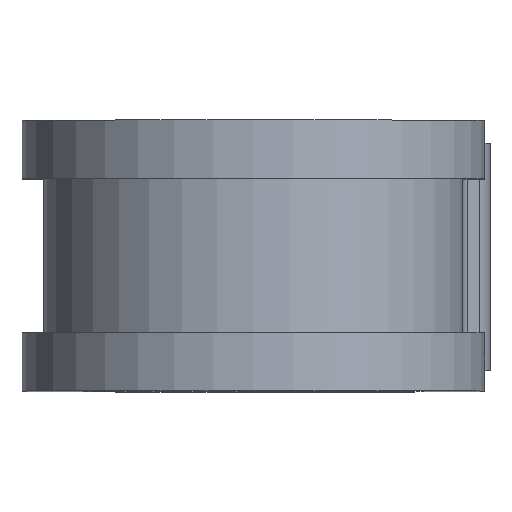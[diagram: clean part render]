
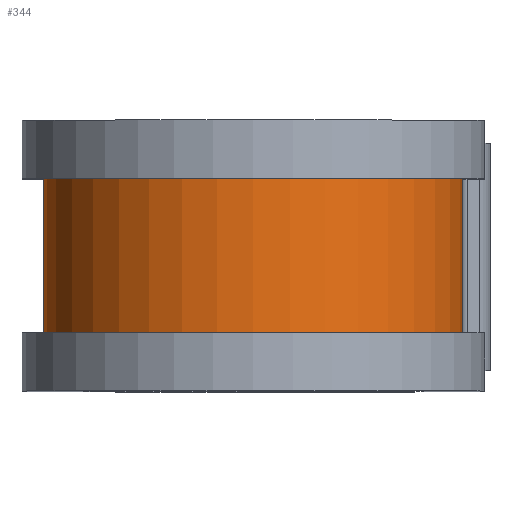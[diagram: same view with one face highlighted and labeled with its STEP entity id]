
A CAD part, top view. The second image highlights one B-rep face of the part: STEP entity #344.
In plain terms, the highlighted cylindrical face has radius 14.643 mm (diameter 29.286 mm), a partial arc.
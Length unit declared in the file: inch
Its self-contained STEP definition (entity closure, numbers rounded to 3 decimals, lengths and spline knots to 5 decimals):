
#34 = LINE ( 'NONE', #808, #1272 ) ;
#166 = VERTEX_POINT ( 'NONE', #1465 ) ;
#293 = CARTESIAN_POINT ( 'NONE',  ( -0.5765, 0.2125, 0.937 ) ) ;
#344 = ADVANCED_FACE ( 'NONE', ( #1212 ), #698, .T. ) ;
#373 = DIRECTION ( 'NONE',  ( 0., -1., 0. ) ) ;
#468 = DIRECTION ( 'NONE',  ( 0., 0., -1. ) ) ;
#523 = AXIS2_PLACEMENT_3D ( 'NONE', #1305, #845, #468 ) ;
#578 = EDGE_LOOP ( 'NONE', ( #878, #1649, #619, #1230 ) ) ;
#589 = AXIS2_PLACEMENT_3D ( 'NONE', #1570, #677, #1714 ) ;
#619 = ORIENTED_EDGE ( 'NONE', *, *, #775, .T. ) ;
#677 = DIRECTION ( 'NONE',  ( 0., -1., 0. ) ) ;
#678 = EDGE_CURVE ( 'NONE', #1295, #919, #1004, .T. ) ;
#692 = CARTESIAN_POINT ( 'NONE',  ( -0.5765, -0.2125, 0.937 ) ) ;
#698 = CYLINDRICAL_SURFACE ( 'NONE', #523, 0.5765 ) ;
#775 = EDGE_CURVE ( 'NONE', #919, #2069, #34, .T. ) ;
#808 = CARTESIAN_POINT ( 'NONE',  ( -0.5765, 0.3125, 0.937 ) ) ;
#845 = DIRECTION ( 'NONE',  ( 0., -1., 0. ) ) ;
#878 = ORIENTED_EDGE ( 'NONE', *, *, #1713, .F. ) ;
#919 = VERTEX_POINT ( 'NONE', #293 ) ;
#920 = CARTESIAN_POINT ( 'NONE',  ( 0.5765, 0.3125, 0.937 ) ) ;
#1004 = CIRCLE ( 'NONE', #1664, 0.5765 ) ;
#1212 = FACE_OUTER_BOUND ( 'NONE', #578, .T. ) ;
#1229 = LINE ( 'NONE', #920, #1828 ) ;
#1230 = ORIENTED_EDGE ( 'NONE', *, *, #1476, .F. ) ;
#1272 = VECTOR ( 'NONE', #1823, 39.37008 ) ;
#1295 = VERTEX_POINT ( 'NONE', #1994 ) ;
#1305 = CARTESIAN_POINT ( 'NONE',  ( 0., 0.3125, 0.937 ) ) ;
#1377 = CARTESIAN_POINT ( 'NONE',  ( 0., 0.2125, 0.937 ) ) ;
#1465 = CARTESIAN_POINT ( 'NONE',  ( 0.5765, -0.2125, 0.937 ) ) ;
#1476 = EDGE_CURVE ( 'NONE', #166, #2069, #1953, .T. ) ;
#1504 = DIRECTION ( 'NONE',  ( 0., 0., -1. ) ) ;
#1570 = CARTESIAN_POINT ( 'NONE',  ( 0., -0.2125, 0.937 ) ) ;
#1649 = ORIENTED_EDGE ( 'NONE', *, *, #678, .T. ) ;
#1664 = AXIS2_PLACEMENT_3D ( 'NONE', #1377, #373, #1504 ) ;
#1713 = EDGE_CURVE ( 'NONE', #1295, #166, #1229, .T. ) ;
#1714 = DIRECTION ( 'NONE',  ( 0., 0., -1. ) ) ;
#1774 = DIRECTION ( 'NONE',  ( 0., -1., 0. ) ) ;
#1823 = DIRECTION ( 'NONE',  ( 0., -1., 0. ) ) ;
#1828 = VECTOR ( 'NONE', #1774, 39.37008 ) ;
#1953 = CIRCLE ( 'NONE', #589, 0.5765 ) ;
#1994 = CARTESIAN_POINT ( 'NONE',  ( 0.5765, 0.2125, 0.937 ) ) ;
#2069 = VERTEX_POINT ( 'NONE', #692 ) ;
